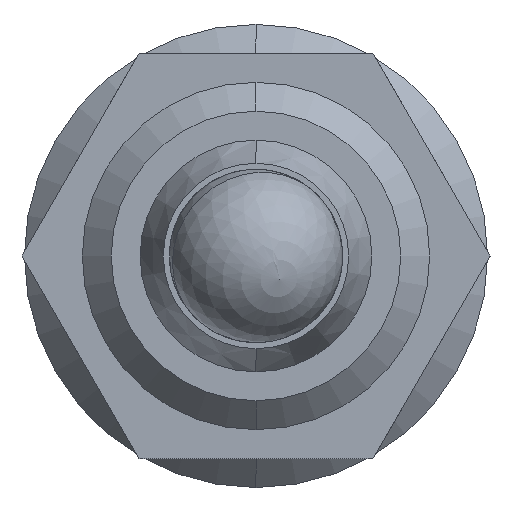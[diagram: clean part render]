
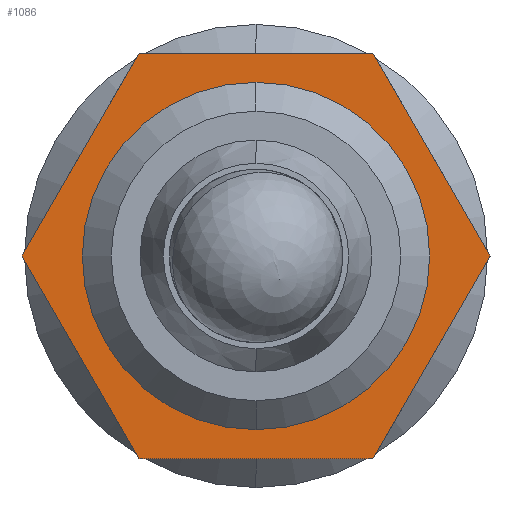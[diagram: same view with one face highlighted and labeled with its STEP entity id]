
A CAD part, front view. The second image highlights one B-rep face of the part: STEP entity #1086.
In plain terms, the highlighted planar face has unit normal (0, -1, 0).
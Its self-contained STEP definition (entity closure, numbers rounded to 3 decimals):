
#5 = CARTESIAN_POINT ( 'NONE',  ( 0., 11.402, 0. ) ) ;
#54 = PLANE ( 'NONE',  #354 ) ;
#82 = CARTESIAN_POINT ( 'NONE',  ( -4.041, 11.402, 0. ) ) ;
#86 = DIRECTION ( 'NONE',  ( -1., 0., 0. ) ) ;
#116 = AXIS2_PLACEMENT_3D ( 'NONE', #1296, #1481, #835 ) ;
#122 = CARTESIAN_POINT ( 'NONE',  ( -2.021, 11.402, 3.5 ) ) ;
#132 = EDGE_CURVE ( 'NONE', #450, #997, #621, .T. ) ;
#202 = DIRECTION ( 'NONE',  ( 1., 0., 0. ) ) ;
#218 = EDGE_CURVE ( 'NONE', #1590, #1786, #985, .T. ) ;
#247 = LINE ( 'NONE', #924, #1749 ) ;
#276 = ORIENTED_EDGE ( 'NONE', *, *, #575, .F. ) ;
#292 = CARTESIAN_POINT ( 'NONE',  ( 0., 11.402, 0. ) ) ;
#295 = VERTEX_POINT ( 'NONE', #122 ) ;
#305 = VECTOR ( 'NONE', #517, 1000. ) ;
#351 = FACE_BOUND ( 'NONE', #412, .T. ) ;
#354 = AXIS2_PLACEMENT_3D ( 'NONE', #5, #839, #516 ) ;
#382 = CARTESIAN_POINT ( 'NONE',  ( 2.021, 11.402, 3.5 ) ) ;
#399 = CARTESIAN_POINT ( 'NONE',  ( -2.021, 11.402, 3.5 ) ) ;
#412 = EDGE_LOOP ( 'NONE', ( #574, #919 ) ) ;
#421 = ORIENTED_EDGE ( 'NONE', *, *, #818, .F. ) ;
#450 = VERTEX_POINT ( 'NONE', #899 ) ;
#516 = DIRECTION ( 'NONE',  ( 0., 0., 1. ) ) ;
#517 = DIRECTION ( 'NONE',  ( -0.5, 0., -0.866 ) ) ;
#572 = ORIENTED_EDGE ( 'NONE', *, *, #132, .F. ) ;
#574 = ORIENTED_EDGE ( 'NONE', *, *, #1666, .T. ) ;
#575 = EDGE_CURVE ( 'NONE', #295, #1116, #855, .T. ) ;
#577 = CARTESIAN_POINT ( 'NONE',  ( 0., 11.402, 2.8 ) ) ;
#621 = LINE ( 'NONE', #737, #845 ) ;
#694 = LINE ( 'NONE', #1371, #305 ) ;
#695 = ORIENTED_EDGE ( 'NONE', *, *, #1541, .F. ) ;
#698 = CARTESIAN_POINT ( 'NONE',  ( 2.021, 11.402, 3.5 ) ) ;
#737 = CARTESIAN_POINT ( 'NONE',  ( -2.021, 11.402, -3.5 ) ) ;
#740 = VECTOR ( 'NONE', #812, 1000. ) ;
#801 = CARTESIAN_POINT ( 'NONE',  ( 2.021, 11.402, -3.5 ) ) ;
#811 = AXIS2_PLACEMENT_3D ( 'NONE', #292, #1880, #1743 ) ;
#812 = DIRECTION ( 'NONE',  ( 0.5, 0., 0.866 ) ) ;
#818 = EDGE_CURVE ( 'NONE', #997, #295, #1867, .T. ) ;
#835 = DIRECTION ( 'NONE',  ( 0., 0., 1. ) ) ;
#839 = DIRECTION ( 'NONE',  ( 0., 1., 0. ) ) ;
#845 = VECTOR ( 'NONE', #1034, 1000. ) ;
#855 = LINE ( 'NONE', #399, #1509 ) ;
#899 = CARTESIAN_POINT ( 'NONE',  ( -2.021, 11.402, -3.5 ) ) ;
#919 = ORIENTED_EDGE ( 'NONE', *, *, #218, .T. ) ;
#924 = CARTESIAN_POINT ( 'NONE',  ( 2.021, 11.402, -3.5 ) ) ;
#985 = CIRCLE ( 'NONE', #116, 2.8 ) ;
#997 = VERTEX_POINT ( 'NONE', #1166 ) ;
#1002 = DIRECTION ( 'NONE',  ( 0.5, 0., -0.866 ) ) ;
#1034 = DIRECTION ( 'NONE',  ( -0.5, 0., 0.866 ) ) ;
#1086 = ADVANCED_FACE ( 'NONE', ( #351, #1865 ), #54, .F. ) ;
#1116 = VERTEX_POINT ( 'NONE', #698 ) ;
#1145 = EDGE_LOOP ( 'NONE', ( #276, #421, #572, #1640, #1291, #695 ) ) ;
#1148 = VECTOR ( 'NONE', #1002, 1000. ) ;
#1166 = CARTESIAN_POINT ( 'NONE',  ( -4.041, 11.402, 0. ) ) ;
#1291 = ORIENTED_EDGE ( 'NONE', *, *, #1836, .F. ) ;
#1296 = CARTESIAN_POINT ( 'NONE',  ( 0., 11.402, 0. ) ) ;
#1371 = CARTESIAN_POINT ( 'NONE',  ( 4.041, 11.402, 0. ) ) ;
#1475 = LINE ( 'NONE', #382, #1148 ) ;
#1481 = DIRECTION ( 'NONE',  ( 0., 1., 0. ) ) ;
#1509 = VECTOR ( 'NONE', #202, 1000. ) ;
#1541 = EDGE_CURVE ( 'NONE', #1116, #1628, #1475, .T. ) ;
#1554 = VERTEX_POINT ( 'NONE', #801 ) ;
#1590 = VERTEX_POINT ( 'NONE', #1832 ) ;
#1628 = VERTEX_POINT ( 'NONE', #1691 ) ;
#1640 = ORIENTED_EDGE ( 'NONE', *, *, #1793, .F. ) ;
#1666 = EDGE_CURVE ( 'NONE', #1786, #1590, #1710, .T. ) ;
#1691 = CARTESIAN_POINT ( 'NONE',  ( 4.041, 11.402, 0. ) ) ;
#1710 = CIRCLE ( 'NONE', #811, 2.8 ) ;
#1743 = DIRECTION ( 'NONE',  ( 0., 0., 1. ) ) ;
#1749 = VECTOR ( 'NONE', #86, 1000. ) ;
#1786 = VERTEX_POINT ( 'NONE', #577 ) ;
#1793 = EDGE_CURVE ( 'NONE', #1554, #450, #247, .T. ) ;
#1832 = CARTESIAN_POINT ( 'NONE',  ( 0., 11.402, -2.8 ) ) ;
#1836 = EDGE_CURVE ( 'NONE', #1628, #1554, #694, .T. ) ;
#1865 = FACE_OUTER_BOUND ( 'NONE', #1145, .T. ) ;
#1867 = LINE ( 'NONE', #82, #740 ) ;
#1880 = DIRECTION ( 'NONE',  ( 0., 1., 0. ) ) ;
